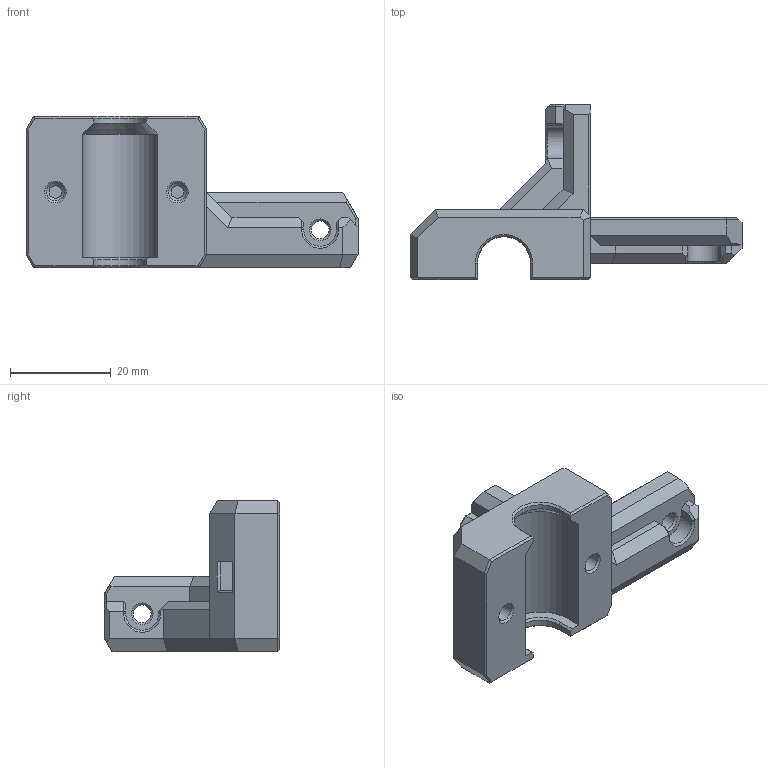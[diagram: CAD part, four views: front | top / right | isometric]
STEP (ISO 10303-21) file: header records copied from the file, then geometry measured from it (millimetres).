
FILE_DESCRIPTION(/* description */ ('','CAx-IF Rec.Pracs.---Representation and Presentation of Product Manufacturing Information (PMI)---4.0---2014-10-13'),/* implementation_level */ '2;1');
FILE_NAME(/* name */ 'z_bearing_holder_a_x2.step',/* time_stamp */ '2024-11-23T16:19:51+01:00',/* author */ (''),/* organization */ (''),/* preprocessor_version */ 'ST-DEVELOPER v20',/* originating_system */ 'Autodesk Translation Framework v13.20.0.188',/* authorisation */ '');
FILE_SCHEMA (('AP242_MANAGED_MODEL_BASED_3D_ENGINEERING_MIM_LF { 1 0 10303 442 1 1 4 }'));
Length unit declared in the file: millimetre
Products named in the file (1): z_bearing_holder_a_x2
Bounding box: 65.85 x 34.75 x 30 mm (x, y, z)
Volume: 15736 mm3; surface area: 6771.7 mm2
Topology: 1 solids, 1 shells, 149 faces, 371 edges, 228 vertices
Faces by surface type: plane 124, cone 16, cylinder 9
Full cylindrical faces by diameter (mm): 3.5 x4
Entity records: 4353 total; most frequent: CARTESIAN_POINT 749, ORIENTED_EDGE 742, DIRECTION 707, EDGE_CURVE 371, LINE 335, VECTOR 335, VERTEX_POINT 228, AXIS2_PLACEMENT_3D 186
